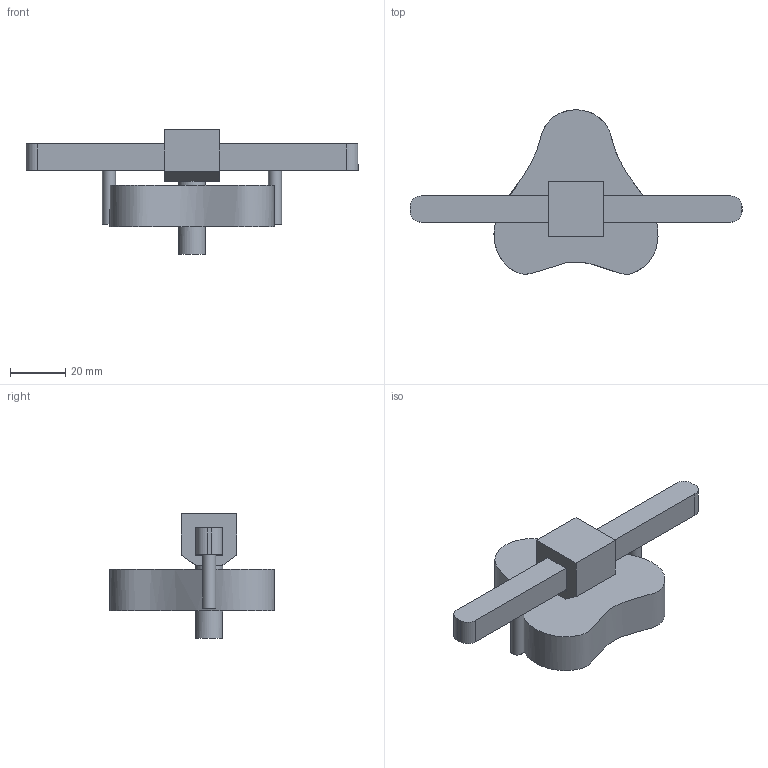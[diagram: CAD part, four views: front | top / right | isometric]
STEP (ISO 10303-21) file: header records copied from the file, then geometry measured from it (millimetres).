
FILE_DESCRIPTION(/* description */ (''),/* implementation_level */ '2;1');
FILE_NAME(/* name */ 'Cam Interior Leg.step',/* time_stamp */ '2021-03-05T15:14:36-08:00',/* author */ (''),/* organization */ (''),/* preprocessor_version */ 'ST-DEVELOPER v18.1',/* originating_system */ 'Autodesk Translation Framework v9.10.0.1330',/* authorisation */ '');
FILE_SCHEMA (('AUTOMOTIVE_DESIGN { 1 0 10303 214 3 1 1 }'));
Length unit declared in the file: millimetre
Products named in the file (4): Second Cam Design; Cam ; Rotar (1); Leg
Assembly tree (3 placements, depth 2):
  Second Cam Design
    Cam 
    Rotar (1)
    Leg
Bounding box: 120 x 59.44 x 45 mm (x, y, z)
Volume: 54877.1 mm3; surface area: 16781 mm2
Topology: 3 solids, 3 shells, 33 faces, 75 edges, 50 vertices
Faces by surface type: plane 24, cylinder 8, bspline 1
Full cylindrical faces by diameter (mm): 4.75 x2, 9.75 x1, 10 x1
Entity records: 1456 total; most frequent: CARTESIAN_POINT 574, DIRECTION 171, ORIENTED_EDGE 150, EDGE_CURVE 75, AXIS2_PLACEMENT_3D 59, LINE 53, VECTOR 53, VERTEX_POINT 50
